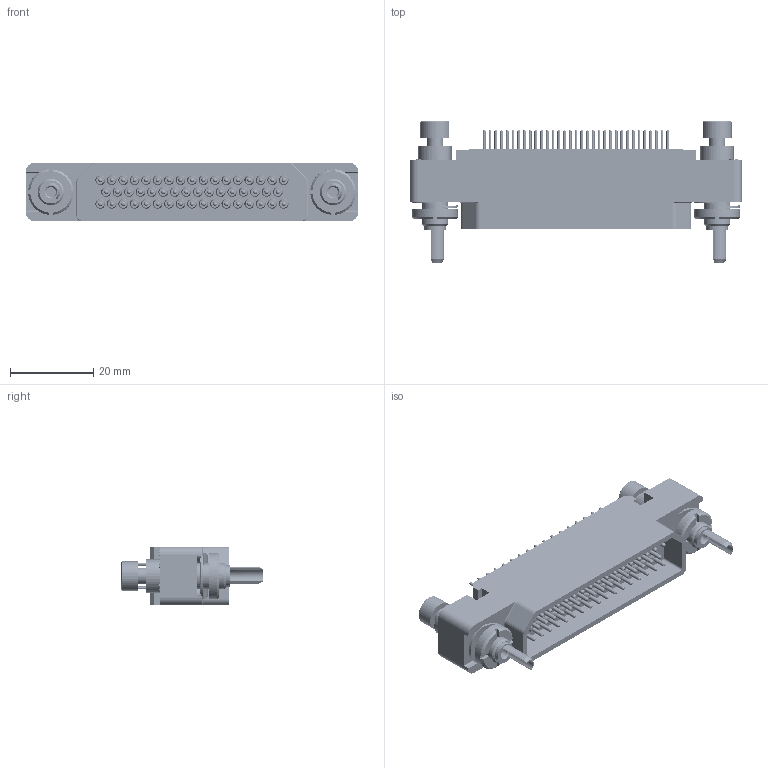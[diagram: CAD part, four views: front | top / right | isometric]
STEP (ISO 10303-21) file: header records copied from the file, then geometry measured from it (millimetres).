
FILE_DESCRIPTION((''),'2;1');
FILE_NAME('00192022200','2019-10-30T',('presta_be4'),(''),'CREO PARAMETRIC BY PTC INC, 2018360','CREO PARAMETRIC BY PTC INC, 2018360','');
FILE_SCHEMA(('CONFIG_CONTROL_DESIGN'));
Products named in the file (1): 00192022200
Bounding box: 80 x 34.03 x 14 mm (x, y, z)
Volume: 13297 mm3; surface area: 17396.6 mm2
Topology: 20 solids, 20 shells, 4759 faces, 11005 edges, 6794 vertices
Faces by surface type: plane 1875, cylinder 1588, cone 850, torus 316, bspline 130
Entity records: 142770 total; most frequent: CARTESIAN_POINT 31573, DIRECTION 24679, ORIENTED_EDGE 21994, EDGE_CURVE 10997, AXIS2_PLACEMENT_3D 9203, VERTEX_POINT 6794, VECTOR 6273, LINE 6273
